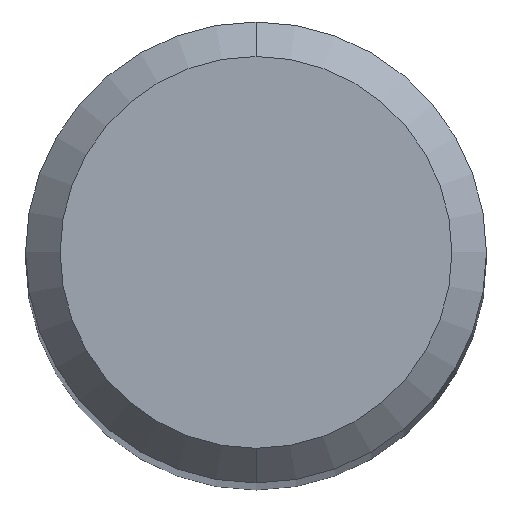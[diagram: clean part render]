
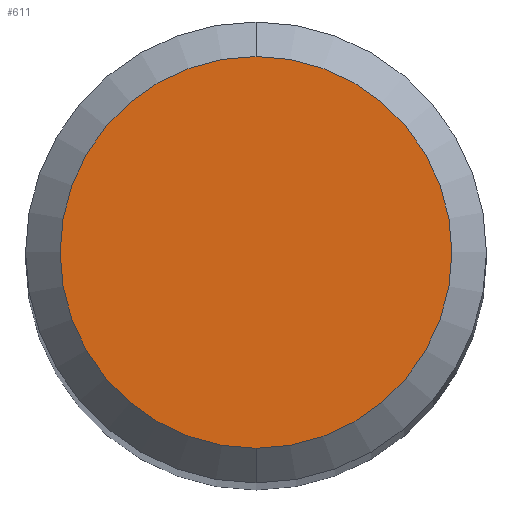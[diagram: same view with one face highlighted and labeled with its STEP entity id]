
A CAD part, top view. The second image highlights one B-rep face of the part: STEP entity #611.
In plain terms, the highlighted planar face has unit normal (0, 0, 1).
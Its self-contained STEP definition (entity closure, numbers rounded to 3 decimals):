
#523=EDGE_CURVE('',#709,#1101,#1357,.T.);
#579=EDGE_CURVE('',#1101,#709,#1418,.T.);
#611=ADVANCED_FACE('',(#1451),#1452,.T.);
#709=VERTEX_POINT('',#1561);
#1101=VERTEX_POINT('',#1983);
#1357=CIRCLE('',#2370,1.7);
#1418=CIRCLE('',#2549,1.7);
#1451=FACE_OUTER_BOUND('',#2606,.T.);
#1452=PLANE('',#2607);
#1561=CARTESIAN_POINT('',(0.0,1.7,0.0));
#1983=CARTESIAN_POINT('',(0.,-1.7,0.0));
#2370=AXIS2_PLACEMENT_3D('',#6027,#6028,#6029);
#2549=AXIS2_PLACEMENT_3D('',#6084,#6085,#6086);
#2606=EDGE_LOOP('',(#6104,#6105));
#2607=AXIS2_PLACEMENT_3D('',#6106,#6107,#6108);
#6027=CARTESIAN_POINT('',(0.0,0.0,0.0));
#6028=DIRECTION('',(0.0,0.0,-1.0));
#6029=DIRECTION('',(0.0,1.0,0.0));
#6084=CARTESIAN_POINT('',(0.0,0.0,0.0));
#6085=DIRECTION('',(0.0,0.0,-1.0));
#6086=DIRECTION('',(0.0,1.0,0.0));
#6104=ORIENTED_EDGE('',*,*,#523,.F.);
#6105=ORIENTED_EDGE('',*,*,#579,.F.);
#6106=CARTESIAN_POINT('',(0.0,0.85,0.0));
#6107=DIRECTION('',(-0.0,0.0,1.0));
#6108=DIRECTION('',(0.0,-1.0,0.0));
